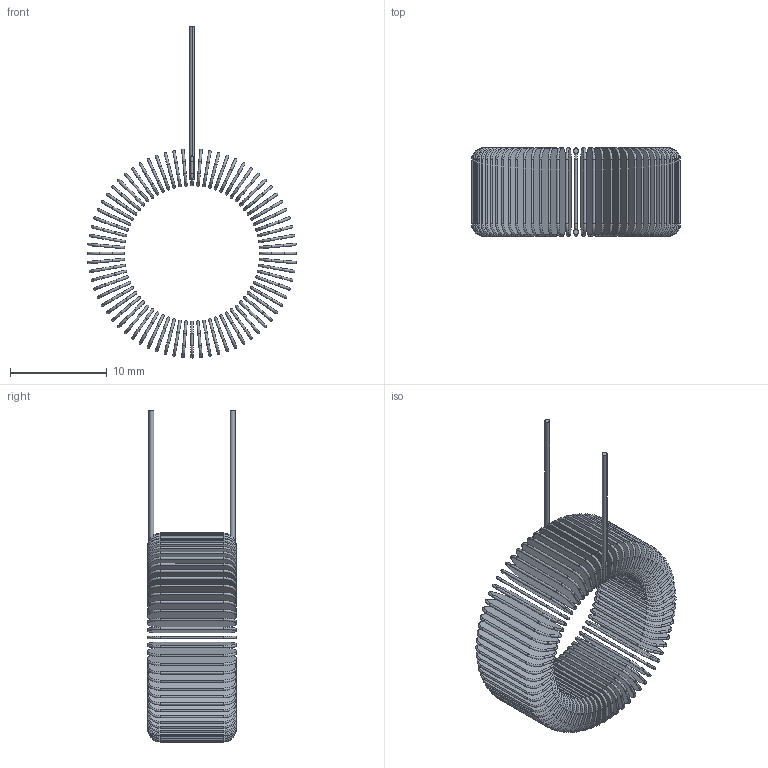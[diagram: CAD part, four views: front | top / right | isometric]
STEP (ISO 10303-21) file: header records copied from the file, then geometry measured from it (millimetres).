
FILE_DESCRIPTION((''),'2;1');
FILE_NAME('5706-RC','2012-08-14T',('ryans'),('Bourns, Inc.'),'PRO/ENGINEER BY PARAMETRIC TECHNOLOGY CORPORATION, 2010100','PRO/ENGINEER BY PARAMETRIC TECHNOLOGY CORPORATION, 2010100','');
FILE_SCHEMA(('CONFIG_CONTROL_DESIGN'));
Length unit declared in the file: inch
Products named in the file (1): 5706-RC
Bounding box: 21.59 x 9.14 x 34.29 mm (x, y, z)
Volume: 605.8 mm3; surface area: 5107.3 mm2
Topology: 72 solids, 72 shells, 736 faces, 1776 edges, 1184 vertices
Faces by surface type: torus 292, cylinder 292, plane 152
Entity records: 22174 total; most frequent: DIRECTION 4402, CARTESIAN_POINT 3852, ORIENTED_EDGE 3552, AXIS2_PLACEMENT_3D 1904, EDGE_CURVE 1776, VERTEX_POINT 1184, CIRCLE 1168, EDGE_LOOP 736
